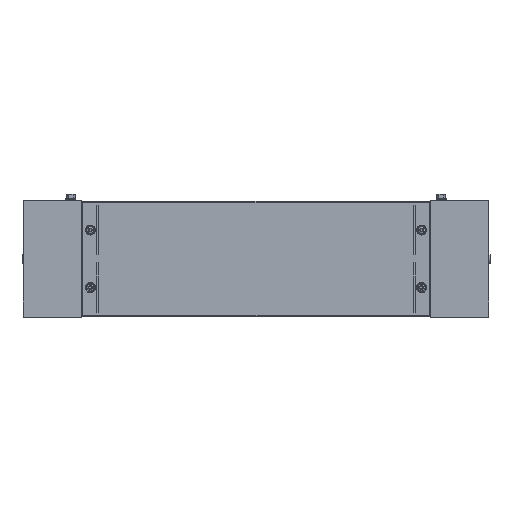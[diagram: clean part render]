
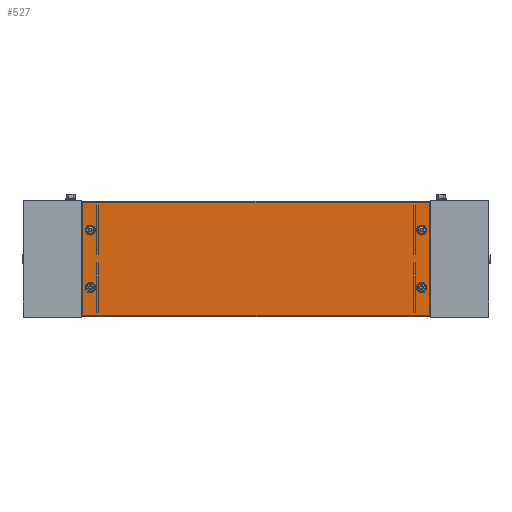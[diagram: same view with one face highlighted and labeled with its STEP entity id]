
A CAD part, top view. The second image highlights one B-rep face of the part: STEP entity #527.
In plain terms, the highlighted face is planar.
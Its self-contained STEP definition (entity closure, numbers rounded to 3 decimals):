
#32 = AXIS2_PLACEMENT_3D ( 'NONE', #3660, #6252, #2071 ) ;
#147 = CARTESIAN_POINT ( 'NONE',  ( 123.191, -149.5, 0. ) ) ;
#237 = EDGE_CURVE ( 'NONE', #17110, #12752, #1503, .T. ) ;
#441 = LINE ( 'NONE', #4376, #2840 ) ;
#527 = ADVANCED_FACE ( 'NONE', ( #2833, #5791, #1431, #10097, #16930 ), #18233, .F. ) ;
#624 = CARTESIAN_POINT ( 'NONE',  ( 101., -1., 0. ) ) ;
#760 = EDGE_LOOP ( 'NONE', ( #3873, #14752, #9073, #2067 ) ) ;
#924 = VECTOR ( 'NONE', #3342, 1000. ) ;
#958 = CARTESIAN_POINT ( 'NONE',  ( 676.809, -149.5, 0. ) ) ;
#1042 = EDGE_LOOP ( 'NONE', ( #15187, #14526 ) ) ;
#1412 = EDGE_CURVE ( 'NONE', #4007, #1906, #441, .T. ) ;
#1431 = FACE_BOUND ( 'NONE', #4908, .T. ) ;
#1503 = CIRCLE ( 'NONE', #11879, 7.691 ) ;
#1615 = DIRECTION ( 'NONE',  ( 1., 0., 0. ) ) ;
#1665 = CARTESIAN_POINT ( 'NONE',  ( 676.809, -50.5, 0. ) ) ;
#1756 = CARTESIAN_POINT ( 'NONE',  ( 699., -1., 0. ) ) ;
#1906 = VERTEX_POINT ( 'NONE', #17517 ) ;
#2041 = ORIENTED_EDGE ( 'NONE', *, *, #16944, .T. ) ;
#2067 = ORIENTED_EDGE ( 'NONE', *, *, #8520, .F. ) ;
#2071 = DIRECTION ( 'NONE',  ( 1., 0., 0. ) ) ;
#2762 = CARTESIAN_POINT ( 'NONE',  ( 115.5, -149.5, 0. ) ) ;
#2833 = FACE_BOUND ( 'NONE', #1042, .T. ) ;
#2840 = VECTOR ( 'NONE', #13258, 1000. ) ;
#2917 = EDGE_CURVE ( 'NONE', #11054, #13794, #15753, .T. ) ;
#3075 = EDGE_CURVE ( 'NONE', #3494, #18361, #7502, .T. ) ;
#3149 = DIRECTION ( 'NONE',  ( 0., 0., 1. ) ) ;
#3219 = CIRCLE ( 'NONE', #12069, 7.691 ) ;
#3342 = DIRECTION ( 'NONE',  ( 0., 1., 0. ) ) ;
#3361 = DIRECTION ( 'NONE',  ( 1., 0., 0. ) ) ;
#3494 = VERTEX_POINT ( 'NONE', #958 ) ;
#3660 = CARTESIAN_POINT ( 'NONE',  ( 684.5, -50.5, 0. ) ) ;
#3873 = ORIENTED_EDGE ( 'NONE', *, *, #12794, .F. ) ;
#4007 = VERTEX_POINT ( 'NONE', #4563 ) ;
#4376 = CARTESIAN_POINT ( 'NONE',  ( 101., -1., 0. ) ) ;
#4411 = DIRECTION ( 'NONE',  ( 0., 0., 1. ) ) ;
#4563 = CARTESIAN_POINT ( 'NONE',  ( 699., -1., 0. ) ) ;
#4679 = CARTESIAN_POINT ( 'NONE',  ( 684.5, -149.5, 0. ) ) ;
#4884 = DIRECTION ( 'NONE',  ( 1., 0., 0. ) ) ;
#4891 = CARTESIAN_POINT ( 'NONE',  ( 692.191, -149.5, 0. ) ) ;
#4908 = EDGE_LOOP ( 'NONE', ( #5669, #9033 ) ) ;
#5070 = AXIS2_PLACEMENT_3D ( 'NONE', #15841, #3149, #11670 ) ;
#5213 = VERTEX_POINT ( 'NONE', #12042 ) ;
#5400 = AXIS2_PLACEMENT_3D ( 'NONE', #4679, #4411, #1615 ) ;
#5669 = ORIENTED_EDGE ( 'NONE', *, *, #10711, .T. ) ;
#5758 = VERTEX_POINT ( 'NONE', #9925 ) ;
#5791 = FACE_BOUND ( 'NONE', #13338, .T. ) ;
#6044 = LINE ( 'NONE', #7519, #6770 ) ;
#6252 = DIRECTION ( 'NONE',  ( 0., 0., 1. ) ) ;
#6686 = DIRECTION ( 'NONE',  ( 0., 0., 1. ) ) ;
#6770 = VECTOR ( 'NONE', #3361, 1000. ) ;
#6990 = EDGE_LOOP ( 'NONE', ( #8133, #2041 ) ) ;
#7338 = ORIENTED_EDGE ( 'NONE', *, *, #14332, .T. ) ;
#7416 = LINE ( 'NONE', #624, #10732 ) ;
#7501 = CARTESIAN_POINT ( 'NONE',  ( 107.809, -50.5, 0. ) ) ;
#7502 = CIRCLE ( 'NONE', #8096, 7.691 ) ;
#7519 = CARTESIAN_POINT ( 'NONE',  ( 101., -199., 0. ) ) ;
#7586 = CARTESIAN_POINT ( 'NONE',  ( 107.809, -149.5, 0. ) ) ;
#7645 = AXIS2_PLACEMENT_3D ( 'NONE', #15121, #6686, #18017 ) ;
#8096 = AXIS2_PLACEMENT_3D ( 'NONE', #12280, #13768, #15356 ) ;
#8132 = CARTESIAN_POINT ( 'NONE',  ( 699., -199., 0. ) ) ;
#8133 = ORIENTED_EDGE ( 'NONE', *, *, #8315, .T. ) ;
#8315 = EDGE_CURVE ( 'NONE', #11629, #5758, #16834, .T. ) ;
#8520 = EDGE_CURVE ( 'NONE', #5213, #8949, #6044, .T. ) ;
#8681 = DIRECTION ( 'NONE',  ( 1., 0., 0. ) ) ;
#8949 = VERTEX_POINT ( 'NONE', #8132 ) ;
#9033 = ORIENTED_EDGE ( 'NONE', *, *, #2917, .T. ) ;
#9073 = ORIENTED_EDGE ( 'NONE', *, *, #11654, .F. ) ;
#9873 = CARTESIAN_POINT ( 'NONE',  ( 692.191, -50.5, 0. ) ) ;
#9925 = CARTESIAN_POINT ( 'NONE',  ( 123.191, -50.5, 0. ) ) ;
#10012 = DIRECTION ( 'NONE',  ( 0., 0., 1. ) ) ;
#10097 = FACE_BOUND ( 'NONE', #6990, .T. ) ;
#10178 = CIRCLE ( 'NONE', #5400, 7.691 ) ;
#10502 = AXIS2_PLACEMENT_3D ( 'NONE', #2762, #10012, #11194 ) ;
#10586 = DIRECTION ( 'NONE',  ( 0., 0., 1. ) ) ;
#10711 = EDGE_CURVE ( 'NONE', #13794, #11054, #15431, .T. ) ;
#10732 = VECTOR ( 'NONE', #13249, 1000. ) ;
#11054 = VERTEX_POINT ( 'NONE', #9873 ) ;
#11178 = CARTESIAN_POINT ( 'NONE',  ( 0., 0., 0. ) ) ;
#11194 = DIRECTION ( 'NONE',  ( 1., 0., 0. ) ) ;
#11629 = VERTEX_POINT ( 'NONE', #7501 ) ;
#11654 = EDGE_CURVE ( 'NONE', #8949, #4007, #14454, .T. ) ;
#11670 = DIRECTION ( 'NONE',  ( 1., 0., 0. ) ) ;
#11745 = CARTESIAN_POINT ( 'NONE',  ( 115.5, -149.5, 0. ) ) ;
#11837 = EDGE_CURVE ( 'NONE', #18361, #3494, #10178, .T. ) ;
#11879 = AXIS2_PLACEMENT_3D ( 'NONE', #11745, #14615, #4884 ) ;
#12042 = CARTESIAN_POINT ( 'NONE',  ( 101., -199., 0. ) ) ;
#12069 = AXIS2_PLACEMENT_3D ( 'NONE', #16306, #10586, #16219 ) ;
#12280 = CARTESIAN_POINT ( 'NONE',  ( 684.5, -149.5, 0. ) ) ;
#12752 = VERTEX_POINT ( 'NONE', #7586 ) ;
#12794 = EDGE_CURVE ( 'NONE', #1906, #5213, #7416, .T. ) ;
#13249 = DIRECTION ( 'NONE',  ( 0., -1., 0. ) ) ;
#13258 = DIRECTION ( 'NONE',  ( -1., 0., 0. ) ) ;
#13338 = EDGE_LOOP ( 'NONE', ( #7338, #15660 ) ) ;
#13768 = DIRECTION ( 'NONE',  ( 0., 0., 1. ) ) ;
#13794 = VERTEX_POINT ( 'NONE', #1665 ) ;
#14332 = EDGE_CURVE ( 'NONE', #12752, #17110, #17879, .T. ) ;
#14454 = LINE ( 'NONE', #1756, #924 ) ;
#14526 = ORIENTED_EDGE ( 'NONE', *, *, #11837, .T. ) ;
#14615 = DIRECTION ( 'NONE',  ( 0., 0., 1. ) ) ;
#14752 = ORIENTED_EDGE ( 'NONE', *, *, #1412, .F. ) ;
#14817 = AXIS2_PLACEMENT_3D ( 'NONE', #11178, #15436, #8681 ) ;
#15121 = CARTESIAN_POINT ( 'NONE',  ( 115.5, -50.5, 0. ) ) ;
#15187 = ORIENTED_EDGE ( 'NONE', *, *, #3075, .T. ) ;
#15356 = DIRECTION ( 'NONE',  ( 1., 0., 0. ) ) ;
#15431 = CIRCLE ( 'NONE', #32, 7.691 ) ;
#15436 = DIRECTION ( 'NONE',  ( 0., 0., 1. ) ) ;
#15660 = ORIENTED_EDGE ( 'NONE', *, *, #237, .T. ) ;
#15753 = CIRCLE ( 'NONE', #5070, 7.691 ) ;
#15841 = CARTESIAN_POINT ( 'NONE',  ( 684.5, -50.5, 0. ) ) ;
#16219 = DIRECTION ( 'NONE',  ( 1., 0., 0. ) ) ;
#16306 = CARTESIAN_POINT ( 'NONE',  ( 115.5, -50.5, 0. ) ) ;
#16834 = CIRCLE ( 'NONE', #7645, 7.691 ) ;
#16930 = FACE_OUTER_BOUND ( 'NONE', #760, .T. ) ;
#16944 = EDGE_CURVE ( 'NONE', #5758, #11629, #3219, .T. ) ;
#17110 = VERTEX_POINT ( 'NONE', #147 ) ;
#17517 = CARTESIAN_POINT ( 'NONE',  ( 101., -1., 0. ) ) ;
#17879 = CIRCLE ( 'NONE', #10502, 7.691 ) ;
#18017 = DIRECTION ( 'NONE',  ( 1., 0., 0. ) ) ;
#18233 = PLANE ( 'NONE',  #14817 ) ;
#18361 = VERTEX_POINT ( 'NONE', #4891 ) ;
